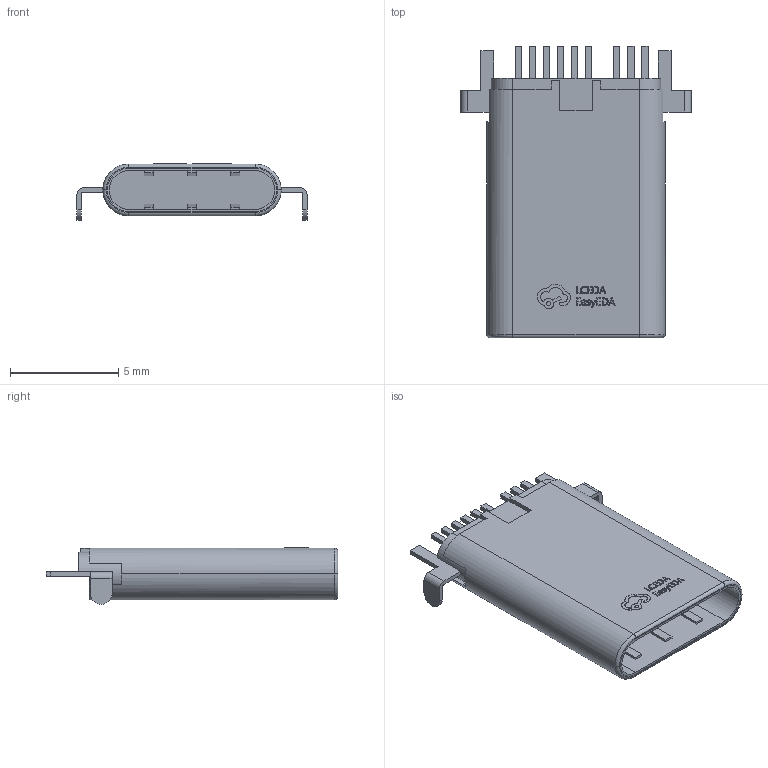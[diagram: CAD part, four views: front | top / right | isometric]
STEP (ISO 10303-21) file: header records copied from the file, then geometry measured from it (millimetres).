
FILE_DESCRIPTION (( 'STEP AP214' ), '1' );
FILE_NAME ('USB-TYPE-C-SMD_GT-USB-8016A.STEP', '2023-06-30T02:08:59', ( 'PC' ), ( 'Microsoft' ), 'SwSTEP 2.0', 'SolidWorks 2020', '' );
FILE_SCHEMA (( 'AUTOMOTIVE_DESIGN' ));
Length unit declared in the file: millimetre
Products named in the file (1): USB-TYPE-C-SMD_GT-USB-8016A
Bounding box: 10.65 x 13.5 x 2.61 mm (x, y, z)
Volume: 115.6 mm3; surface area: 873.6 mm2
Topology: 2 solids, 2 shells, 444 faces, 1257 edges, 830 vertices
Faces by surface type: plane 286, bspline 98, cylinder 56, torus 4
Entity records: 19746 total; most frequent: CARTESIAN_POINT 3838, ORIENTED_EDGE 2514, DIRECTION 1881, EDGE_CURVE 1257, VECTOR 927, LINE 927, VERTEX_POINT 830, AXIS2_PLACEMENT_3D 477
